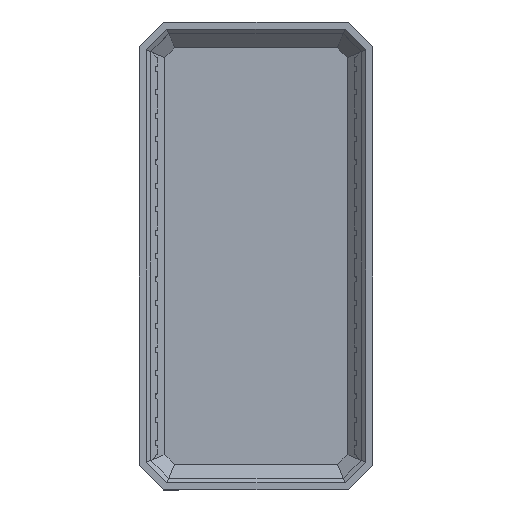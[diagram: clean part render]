
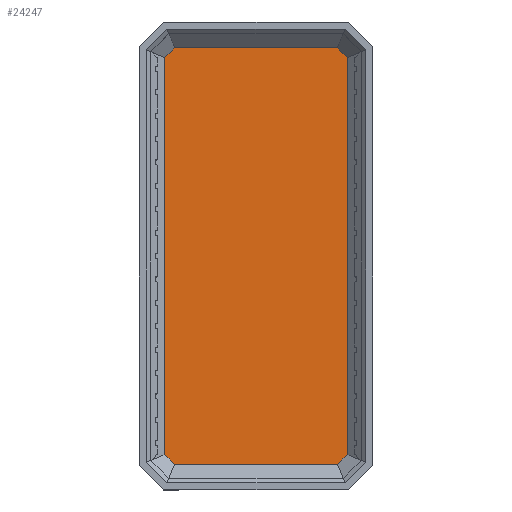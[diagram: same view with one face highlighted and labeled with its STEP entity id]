
A CAD part, top view. The second image highlights one B-rep face of the part: STEP entity #24247.
In plain terms, the highlighted planar face has unit normal (0, 0, 1).
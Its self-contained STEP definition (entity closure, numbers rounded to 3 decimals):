
#825=PLANE('',#26398);
#2062=FACE_OUTER_BOUND('',#3300,.T.);
#3300=EDGE_LOOP('',(#22552,#22553,#22554,#22555,#22556,#22557,#22558,#22559));
#6198=LINE('',#45074,#8416);
#6202=LINE('',#45080,#8420);
#6204=LINE('',#45084,#8422);
#6206=LINE('',#45088,#8424);
#6210=LINE('',#45095,#8428);
#6212=LINE('',#45099,#8430);
#6214=LINE('',#45103,#8432);
#6216=LINE('',#45106,#8434);
#8416=VECTOR('',#32838,10.);
#8420=VECTOR('',#32844,10.);
#8422=VECTOR('',#32848,10.);
#8424=VECTOR('',#32852,10.);
#8428=VECTOR('',#32858,10.);
#8430=VECTOR('',#32862,10.);
#8432=VECTOR('',#32866,10.);
#8434=VECTOR('',#32870,10.);
#11611=VERTEX_POINT('',#45072);
#11612=VERTEX_POINT('',#45073);
#11613=VERTEX_POINT('',#45079);
#11614=VERTEX_POINT('',#45083);
#11615=VERTEX_POINT('',#45087);
#11617=VERTEX_POINT('',#45094);
#11618=VERTEX_POINT('',#45098);
#11619=VERTEX_POINT('',#45102);
#15254=EDGE_CURVE('',#11611,#11612,#6198,.T.);
#15258=EDGE_CURVE('',#11612,#11613,#6202,.T.);
#15260=EDGE_CURVE('',#11613,#11614,#6204,.T.);
#15262=EDGE_CURVE('',#11614,#11615,#6206,.T.);
#15266=EDGE_CURVE('',#11615,#11617,#6210,.T.);
#15268=EDGE_CURVE('',#11617,#11618,#6212,.T.);
#15270=EDGE_CURVE('',#11618,#11619,#6214,.T.);
#15272=EDGE_CURVE('',#11619,#11611,#6216,.T.);
#22552=ORIENTED_EDGE('',*,*,#15254,.F.);
#22553=ORIENTED_EDGE('',*,*,#15272,.F.);
#22554=ORIENTED_EDGE('',*,*,#15270,.F.);
#22555=ORIENTED_EDGE('',*,*,#15268,.F.);
#22556=ORIENTED_EDGE('',*,*,#15266,.F.);
#22557=ORIENTED_EDGE('',*,*,#15262,.F.);
#22558=ORIENTED_EDGE('',*,*,#15260,.F.);
#22559=ORIENTED_EDGE('',*,*,#15258,.F.);
#24247=ADVANCED_FACE('',(#2062),#825,.F.);
#26398=AXIS2_PLACEMENT_3D('',#45107,#32871,#32872);
#32838=DIRECTION('',(-1.,0.,0.));
#32844=DIRECTION('',(-0.707,0.707,0.));
#32848=DIRECTION('',(0.,1.,0.));
#32852=DIRECTION('',(0.707,0.707,0.));
#32858=DIRECTION('',(1.,0.,0.));
#32862=DIRECTION('',(0.707,-0.707,0.));
#32866=DIRECTION('',(0.,-1.,0.));
#32870=DIRECTION('',(-0.707,-0.707,0.));
#32871=DIRECTION('center_axis',(0.,0.,-1.));
#32872=DIRECTION('ref_axis',(-1.,0.,0.));
#45072=CARTESIAN_POINT('',(84.23,11.,-43.));
#45073=CARTESIAN_POINT('',(14.556,11.,-43.));
#45074=CARTESIAN_POINT('',(68.055,11.,-43.));
#45079=CARTESIAN_POINT('',(10.393,15.163,-43.));
#45080=CARTESIAN_POINT('',(1.894,23.662,-43.));
#45083=CARTESIAN_POINT('',(10.393,184.837,-43.));
#45084=CARTESIAN_POINT('',(10.393,56.339,-43.));
#45087=CARTESIAN_POINT('',(14.556,189.,-43.));
#45088=CARTESIAN_POINT('',(-1.945,172.499,-43.));
#45094=CARTESIAN_POINT('',(84.23,189.,-43.));
#45095=CARTESIAN_POINT('',(30.732,189.,-43.));
#45098=CARTESIAN_POINT('',(88.393,184.837,-43.));
#45099=CARTESIAN_POINT('',(96.893,176.338,-43.));
#45102=CARTESIAN_POINT('',(88.393,15.163,-43.));
#45103=CARTESIAN_POINT('',(88.393,143.661,-43.));
#45106=CARTESIAN_POINT('',(100.731,27.501,-43.));
#45107=CARTESIAN_POINT('Origin',(49.393,100.,-43.));
